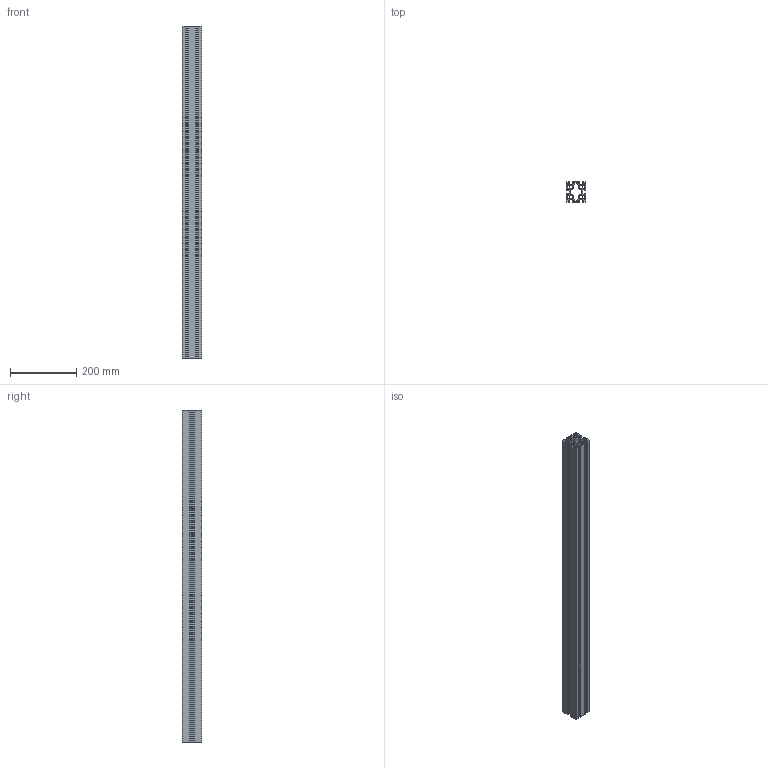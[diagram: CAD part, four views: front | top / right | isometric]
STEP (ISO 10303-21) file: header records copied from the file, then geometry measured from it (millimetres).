
FILE_DESCRIPTION (( 'STEP AP214' ), '1' );
FILE_NAME ('366SH Êîíñòðóêöèîííûé ïðîôèëü 60õ60SH.STEP', '2023-06-16T14:23:37', ( '' ), ( '' ), 'SwSTEP 2.0', 'SolidWorks 2022', '' );
FILE_SCHEMA (( 'AUTOMOTIVE_DESIGN' ));
Length unit declared in the file: millimetre
Products named in the file (1): 366SH Конструкционный профиль 60х60SH
Bounding box: 60 x 60 x 1000 mm (x, y, z)
Volume: 1242543.7 mm3; surface area: 793682.7 mm2
Topology: 1 solids, 1 shells, 261 faces, 777 edges, 518 vertices
Faces by surface type: plane 132, cylinder 129
Entity records: 8883 total; most frequent: DIRECTION 1559, CARTESIAN_POINT 1557, ORIENTED_EDGE 1554, EDGE_CURVE 777, AXIS2_PLACEMENT_3D 520, LINE 519, VECTOR 519, VERTEX_POINT 518
